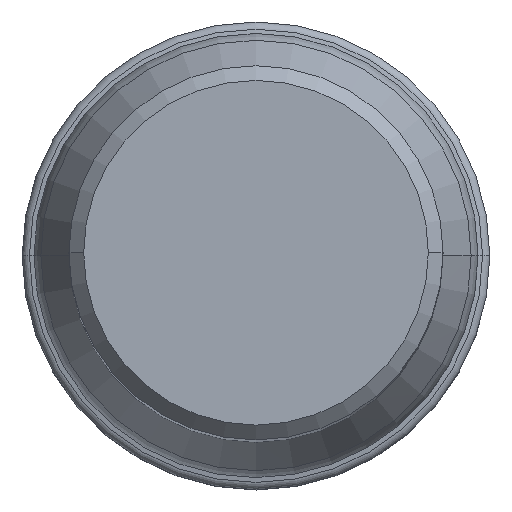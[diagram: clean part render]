
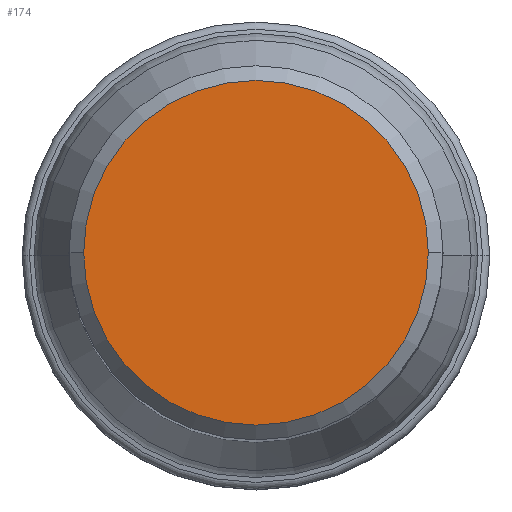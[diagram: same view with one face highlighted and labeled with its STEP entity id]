
A CAD part, top view. The second image highlights one B-rep face of the part: STEP entity #174.
In plain terms, the highlighted planar face has unit normal (0, 0, 1).
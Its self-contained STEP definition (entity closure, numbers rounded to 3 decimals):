
#30=PLANE('',#1318);
#174=ADVANCED_FACE('',(#245),#30,.F.);
#245=FACE_OUTER_BOUND('',#309,.T.);
#309=EDGE_LOOP('',(#565,#566,#567,#568));
#565=ORIENTED_EDGE('',*,*,#830,.T.);
#566=ORIENTED_EDGE('',*,*,#828,.T.);
#567=ORIENTED_EDGE('',*,*,#827,.T.);
#568=ORIENTED_EDGE('',*,*,#831,.T.);
#688=VERTEX_POINT('',#3106);
#689=VERTEX_POINT('',#3108);
#690=VERTEX_POINT('',#3110);
#691=VERTEX_POINT('',#3114);
#827=EDGE_CURVE('',#689,#688,#995,.T.);
#828=EDGE_CURVE('',#690,#689,#996,.T.);
#830=EDGE_CURVE('',#691,#690,#997,.T.);
#831=EDGE_CURVE('',#688,#691,#998,.T.);
#995=CIRCLE('',#1312,11.7);
#996=CIRCLE('',#1313,11.7);
#997=CIRCLE('',#1315,11.7);
#998=CIRCLE('',#1316,11.7);
#1312=AXIS2_PLACEMENT_3D('',#3107,#1643,#1644);
#1313=AXIS2_PLACEMENT_3D('',#3109,#1645,#1646);
#1315=AXIS2_PLACEMENT_3D('',#3113,#1650,#1651);
#1316=AXIS2_PLACEMENT_3D('',#3115,#1652,#1653);
#1318=AXIS2_PLACEMENT_3D('',#3117,#1656,#1657);
#1643=DIRECTION('',(0.,0.,1.));
#1644=DIRECTION('',(0.,-1.,0.));
#1645=DIRECTION('',(0.,0.,1.));
#1646=DIRECTION('',(-1.,0.,0.));
#1650=DIRECTION('',(0.,0.,1.));
#1651=DIRECTION('',(0.,1.,0.));
#1652=DIRECTION('',(0.,0.,1.));
#1653=DIRECTION('',(1.,0.,0.));
#1656=DIRECTION('',(0.,0.,-1.));
#1657=DIRECTION('',(1.,0.,0.));
#3106=CARTESIAN_POINT('',(11.7,0.,0.));
#3107=CARTESIAN_POINT('',(0.,0.,0.));
#3108=CARTESIAN_POINT('',(0.,-11.7,0.));
#3109=CARTESIAN_POINT('',(0.,0.,0.));
#3110=CARTESIAN_POINT('',(-11.7,0.,0.));
#3113=CARTESIAN_POINT('',(0.,0.,0.));
#3114=CARTESIAN_POINT('',(0.,11.7,0.));
#3115=CARTESIAN_POINT('',(0.,0.,0.));
#3117=CARTESIAN_POINT('',(0.,0.,0.));
